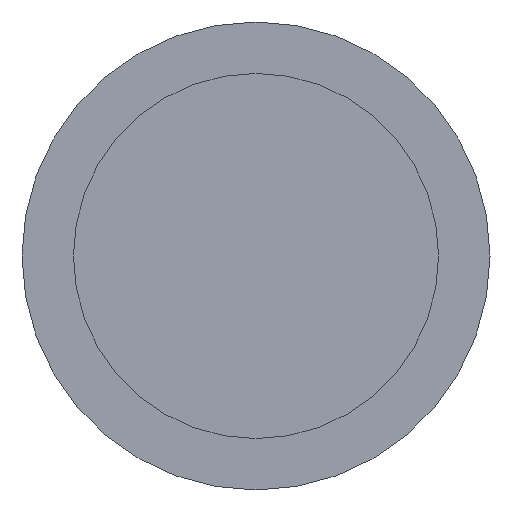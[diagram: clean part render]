
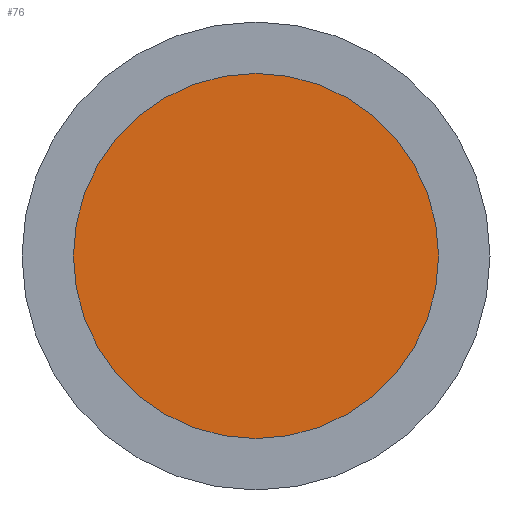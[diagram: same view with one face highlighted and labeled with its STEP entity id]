
A CAD part, front view. The second image highlights one B-rep face of the part: STEP entity #76.
In plain terms, the highlighted planar face has unit normal (0, -1, 0).
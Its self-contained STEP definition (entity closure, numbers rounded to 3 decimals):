
#3 = EDGE_CURVE ( 'NONE', #297, #313, #143, .T. ) ;
#23 = AXIS2_PLACEMENT_3D ( 'NONE', #223, #220, #217 ) ;
#43 = AXIS2_PLACEMENT_3D ( 'NONE', #290, #292, #282 ) ;
#56 = AXIS2_PLACEMENT_3D ( 'NONE', #310, #294, #291 ) ;
#76 = ADVANCED_FACE ( 'NONE', ( #115 ), #314, .F. ) ;
#80 = CIRCLE ( 'NONE', #23, 11.375 ) ;
#115 = FACE_OUTER_BOUND ( 'NONE', #155, .T. ) ;
#140 = EDGE_CURVE ( 'NONE', #313, #297, #80, .T. ) ;
#143 = CIRCLE ( 'NONE', #43, 11.375 ) ;
#153 = ORIENTED_EDGE ( 'NONE', *, *, #140, .F. ) ;
#155 = EDGE_LOOP ( 'NONE', ( #153, #308 ) ) ;
#187 = CARTESIAN_POINT ( 'NONE',  ( 0., 0., -11.375 ) ) ;
#206 = CARTESIAN_POINT ( 'NONE',  ( 0., 0., 11.375 ) ) ;
#217 = DIRECTION ( 'NONE',  ( 0., 0., 1. ) ) ;
#220 = DIRECTION ( 'NONE',  ( 0., 1., 0. ) ) ;
#223 = CARTESIAN_POINT ( 'NONE',  ( 0., 0., 0. ) ) ;
#282 = DIRECTION ( 'NONE',  ( 0., 0., 1. ) ) ;
#290 = CARTESIAN_POINT ( 'NONE',  ( 0., 0., 0. ) ) ;
#291 = DIRECTION ( 'NONE',  ( 0., 0., 1. ) ) ;
#292 = DIRECTION ( 'NONE',  ( 0., 1., 0. ) ) ;
#294 = DIRECTION ( 'NONE',  ( 0., 1., 0. ) ) ;
#297 = VERTEX_POINT ( 'NONE', #206 ) ;
#308 = ORIENTED_EDGE ( 'NONE', *, *, #3, .F. ) ;
#310 = CARTESIAN_POINT ( 'NONE',  ( 0., 0., 0. ) ) ;
#313 = VERTEX_POINT ( 'NONE', #187 ) ;
#314 = PLANE ( 'NONE',  #56 ) ;
